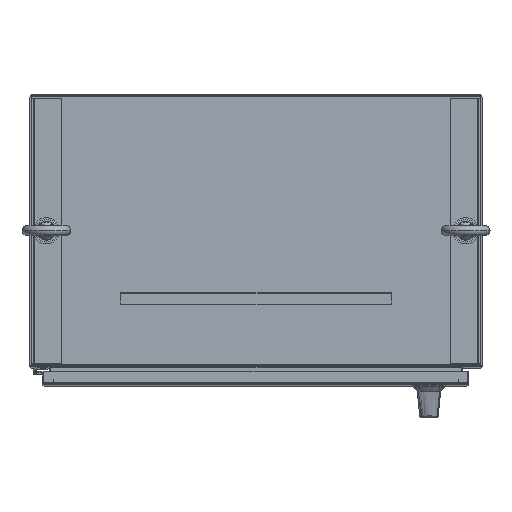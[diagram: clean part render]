
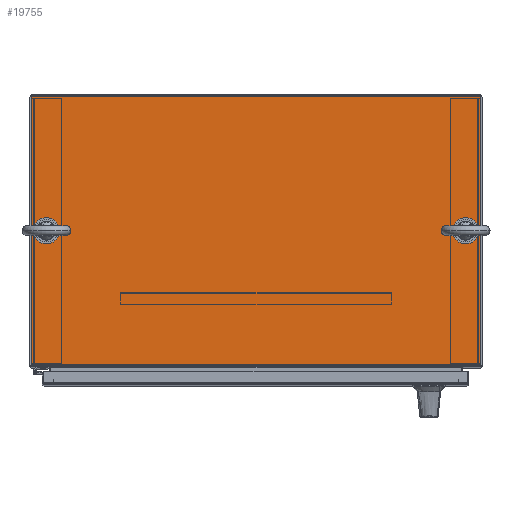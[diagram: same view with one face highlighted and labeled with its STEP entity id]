
A CAD part, top view. The second image highlights one B-rep face of the part: STEP entity #19755.
In plain terms, the highlighted planar face has unit normal (0, 0, 1).
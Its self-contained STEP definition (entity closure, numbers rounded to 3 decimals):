
#1277 = EDGE_CURVE ( 'NONE', #43473, #10387, #39838, .T. ) ;
#1427 = CIRCLE ( 'NONE', #44850, 0.375 ) ;
#1849 = ORIENTED_EDGE ( 'NONE', *, *, #29309, .T. ) ;
#2034 = FACE_BOUND ( 'NONE', #48037, .T. ) ;
#5052 = VERTEX_POINT ( 'NONE', #47008 ) ;
#5444 = FACE_OUTER_BOUND ( 'NONE', #45528, .T. ) ;
#5537 = VERTEX_POINT ( 'NONE', #30605 ) ;
#7229 = CARTESIAN_POINT ( 'NONE',  ( -1.935, -8.968, 72.06 ) ) ;
#7347 = DIRECTION ( 'NONE',  ( 1., 0., 0. ) ) ;
#8368 = DIRECTION ( 'NONE',  ( 0., 0., -1. ) ) ;
#9676 = VERTEX_POINT ( 'NONE', #56071 ) ;
#10387 = VERTEX_POINT ( 'NONE', #49850 ) ;
#12868 = EDGE_CURVE ( 'NONE', #10387, #5052, #45902, .T. ) ;
#13749 = DIRECTION ( 'NONE',  ( 1., 0., 0. ) ) ;
#14897 = EDGE_LOOP ( 'NONE', ( #38434, #40016 ) ) ;
#15736 = PLANE ( 'NONE',  #50188 ) ;
#17579 = EDGE_CURVE ( 'NONE', #32042, #5537, #1427, .T. ) ;
#17641 = FACE_BOUND ( 'NONE', #14897, .T. ) ;
#19294 = CARTESIAN_POINT ( 'NONE',  ( -30.805, 0., 72.06 ) ) ;
#19755 = ADVANCED_FACE ( 'NONE', ( #5444, #2034, #17641 ), #15736, .T. ) ;
#20389 = CARTESIAN_POINT ( 'NONE',  ( -30.805, -18., 72.06 ) ) ;
#21100 = CARTESIAN_POINT ( 'NONE',  ( -0.935, 0., 72.06 ) ) ;
#21206 = VERTEX_POINT ( 'NONE', #45952 ) ;
#22163 = DIRECTION ( 'NONE',  ( 1., 0., 0. ) ) ;
#23793 = VERTEX_POINT ( 'NONE', #63680 ) ;
#24045 = CARTESIAN_POINT ( 'NONE',  ( -30.805, -17.857, 72.06 ) ) ;
#24132 = DIRECTION ( 'NONE',  ( 0., 0., -1. ) ) ;
#26771 = EDGE_CURVE ( 'NONE', #5052, #23793, #34308, .T. ) ;
#27393 = ORIENTED_EDGE ( 'NONE', *, *, #12868, .T. ) ;
#27479 = DIRECTION ( 'NONE',  ( 0., 0., -1. ) ) ;
#28774 = DIRECTION ( 'NONE',  ( 1., 0., 0. ) ) ;
#29309 = EDGE_CURVE ( 'NONE', #23793, #43473, #61444, .T. ) ;
#29690 = AXIS2_PLACEMENT_3D ( 'NONE', #60270, #24132, #28774 ) ;
#30605 = CARTESIAN_POINT ( 'NONE',  ( -1.56, -8.968, 72.06 ) ) ;
#31957 = ORIENTED_EDGE ( 'NONE', *, *, #26771, .T. ) ;
#32042 = VERTEX_POINT ( 'NONE', #53265 ) ;
#33234 = AXIS2_PLACEMENT_3D ( 'NONE', #60430, #8368, #48831 ) ;
#33331 = VECTOR ( 'NONE', #35558, 39.37 ) ;
#34308 = LINE ( 'NONE', #24045, #51553 ) ;
#35558 = DIRECTION ( 'NONE',  ( 0., 1., 0. ) ) ;
#36193 = VECTOR ( 'NONE', #53819, 39.37 ) ;
#37594 = ORIENTED_EDGE ( 'NONE', *, *, #1277, .T. ) ;
#38434 = ORIENTED_EDGE ( 'NONE', *, *, #63518, .T. ) ;
#39838 = LINE ( 'NONE', #19294, #36193 ) ;
#39984 = CARTESIAN_POINT ( 'NONE',  ( -29.805, -8.968, 72.06 ) ) ;
#40016 = ORIENTED_EDGE ( 'NONE', *, *, #42659, .T. ) ;
#40938 = DIRECTION ( 'NONE',  ( 0., 0., 1. ) ) ;
#41908 = ORIENTED_EDGE ( 'NONE', *, *, #56767, .T. ) ;
#42659 = EDGE_CURVE ( 'NONE', #9676, #21206, #60756, .T. ) ;
#43473 = VERTEX_POINT ( 'NONE', #21100 ) ;
#44850 = AXIS2_PLACEMENT_3D ( 'NONE', #7229, #27479, #22163 ) ;
#45528 = EDGE_LOOP ( 'NONE', ( #1849, #37594, #27393, #31957 ) ) ;
#45902 = LINE ( 'NONE', #56535, #61868 ) ;
#45952 = CARTESIAN_POINT ( 'NONE',  ( -29.43, -8.968, 72.06 ) ) ;
#46245 = DIRECTION ( 'NONE',  ( 0., -1., 0. ) ) ;
#46282 = DIRECTION ( 'NONE',  ( 0., 0., -1. ) ) ;
#47008 = CARTESIAN_POINT ( 'NONE',  ( -30.805, -17.857, 72.06 ) ) ;
#48037 = EDGE_LOOP ( 'NONE', ( #41908, #57404 ) ) ;
#48831 = DIRECTION ( 'NONE',  ( 1., 0., 0. ) ) ;
#49829 = CARTESIAN_POINT ( 'NONE',  ( -0.935, -18., 72.06 ) ) ;
#49850 = CARTESIAN_POINT ( 'NONE',  ( -30.805, 0., 72.06 ) ) ;
#50188 = AXIS2_PLACEMENT_3D ( 'NONE', #20389, #40938, #7347 ) ;
#51251 = DIRECTION ( 'NONE',  ( 1., 0., 0. ) ) ;
#51553 = VECTOR ( 'NONE', #13749, 39.37 ) ;
#53265 = CARTESIAN_POINT ( 'NONE',  ( -2.31, -8.968, 72.06 ) ) ;
#53819 = DIRECTION ( 'NONE',  ( -1., 0., 0. ) ) ;
#54100 = CIRCLE ( 'NONE', #29690, 0.375 ) ;
#55647 = AXIS2_PLACEMENT_3D ( 'NONE', #39984, #46282, #51251 ) ;
#56071 = CARTESIAN_POINT ( 'NONE',  ( -30.18, -8.968, 72.06 ) ) ;
#56535 = CARTESIAN_POINT ( 'NONE',  ( -30.805, -18., 72.06 ) ) ;
#56767 = EDGE_CURVE ( 'NONE', #5537, #32042, #54100, .T. ) ;
#57404 = ORIENTED_EDGE ( 'NONE', *, *, #17579, .T. ) ;
#60270 = CARTESIAN_POINT ( 'NONE',  ( -1.935, -8.968, 72.06 ) ) ;
#60430 = CARTESIAN_POINT ( 'NONE',  ( -29.805, -8.968, 72.06 ) ) ;
#60756 = CIRCLE ( 'NONE', #33234, 0.375 ) ;
#61444 = LINE ( 'NONE', #49829, #33331 ) ;
#61868 = VECTOR ( 'NONE', #46245, 39.37 ) ;
#63103 = CIRCLE ( 'NONE', #55647, 0.375 ) ;
#63518 = EDGE_CURVE ( 'NONE', #21206, #9676, #63103, .T. ) ;
#63680 = CARTESIAN_POINT ( 'NONE',  ( -0.935, -17.857, 72.06 ) ) ;
